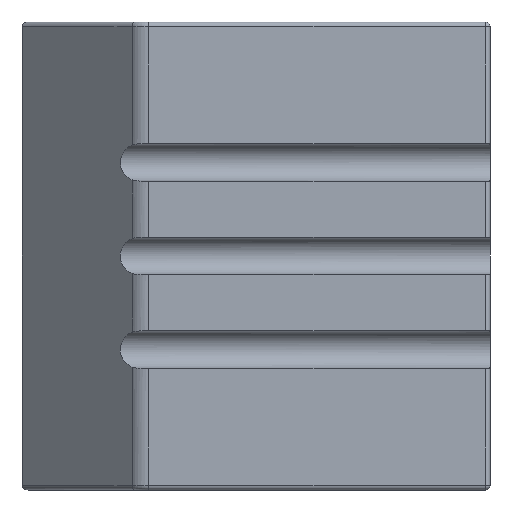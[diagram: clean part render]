
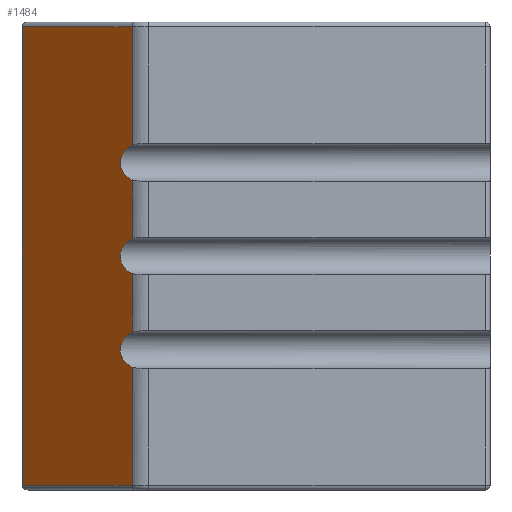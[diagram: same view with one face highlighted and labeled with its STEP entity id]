
A CAD part, front view. The second image highlights one B-rep face of the part: STEP entity #1484.
In plain terms, the highlighted planar face has unit normal (-0.707, -0.707, 0).
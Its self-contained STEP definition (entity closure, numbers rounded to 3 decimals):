
#17 = LINE ( 'NONE', #22, #516 ) ;
#22 = CARTESIAN_POINT ( 'NONE',  ( -25., 0., 1. ) ) ;
#31 = CARTESIAN_POINT ( 'NONE',  ( -26.464, 1.464, 53.722 ) ) ;
#45 = CARTESIAN_POINT ( 'NONE',  ( -26.464, 1.464, 46.278 ) ) ;
#81 = VERTEX_POINT ( 'NONE', #144 ) ;
#85 = EDGE_LOOP ( 'NONE', ( #1379, #989, #213, #1237, #280, #1088, #922, #1032, #595, #1322 ) ) ;
#88 = VERTEX_POINT ( 'NONE', #1452 ) ;
#122 = EDGE_CURVE ( 'NONE', #1124, #1577, #216, .T. ) ;
#144 = CARTESIAN_POINT ( 'NONE',  ( -26.464, 1.464, 26.278 ) ) ;
#160 = LINE ( 'NONE', #398, #1293 ) ;
#173 = EDGE_CURVE ( 'NONE', #1511, #705, #1100, .T. ) ;
#185 = CARTESIAN_POINT ( 'NONE',  ( -26.464, 1.464, 33.722 ) ) ;
#213 = ORIENTED_EDGE ( 'NONE', *, *, #668, .T. ) ;
#216 = LINE ( 'NONE', #715, #245 ) ;
#221 = CARTESIAN_POINT ( 'NONE',  ( -30.464, 5.464, 27.851 ) ) ;
#245 = VECTOR ( 'NONE', #1348, 1000. ) ;
#246 = DIRECTION ( 'NONE',  ( 0.707, -0.707, 0. ) ) ;
#255 = VECTOR ( 'NONE', #1414, 1000. ) ;
#262 = CARTESIAN_POINT ( 'NONE',  ( -49.95, 24.95, 1. ) ) ;
#280 = ORIENTED_EDGE ( 'NONE', *, *, #1202, .T. ) ;
#289 = DIRECTION ( 'NONE',  ( 0., 0., 1. ) ) ;
#309 = CARTESIAN_POINT ( 'NONE',  ( -30.464, 5.464, 72.149 ) ) ;
#339 = CARTESIAN_POINT ( 'NONE',  ( -30.464, 5.464, 32.149 ) ) ;
#341 = VERTEX_POINT ( 'NONE', #1487 ) ;
#357 = CARTESIAN_POINT ( 'NONE',  ( -26.464, 1.464, 66.278 ) ) ;
#398 = CARTESIAN_POINT ( 'NONE',  ( -26.464, 1.464, 100. ) ) ;
#400 =( BOUNDED_CURVE ( )  B_SPLINE_CURVE ( 3, ( #1204, #221, #339, #185 ),
 .UNSPECIFIED., .F., .T. ) 
 B_SPLINE_CURVE_WITH_KNOTS ( ( 4, 4 ),
 ( 1.946, 4.338 ),
 .UNSPECIFIED. ) 
 CURVE ( )  GEOMETRIC_REPRESENTATION_ITEM ( )  RATIONAL_B_SPLINE_CURVE ( ( 1., 0.577, 0.577, 1. ) ) 
 REPRESENTATION_ITEM ( '' )  );
#410 = CARTESIAN_POINT ( 'NONE',  ( -26.464, 1.464, 100. ) ) ;
#420 = CARTESIAN_POINT ( 'NONE',  ( -26.464, 1.464, 100. ) ) ;
#422 = CARTESIAN_POINT ( 'NONE',  ( -30.464, 5.464, 67.851 ) ) ;
#460 =( BOUNDED_CURVE ( )  B_SPLINE_CURVE ( 3, ( #1156, #770, #1378, #31 ),
 .UNSPECIFIED., .F., .T. ) 
 B_SPLINE_CURVE_WITH_KNOTS ( ( 4, 4 ),
 ( 1.946, 4.338 ),
 .UNSPECIFIED. ) 
 CURVE ( )  GEOMETRIC_REPRESENTATION_ITEM ( )  RATIONAL_B_SPLINE_CURVE ( ( 1., 0.577, 0.577, 1. ) ) 
 REPRESENTATION_ITEM ( '' )  );
#486 = CARTESIAN_POINT ( 'NONE',  ( -25., 0., 100. ) ) ;
#516 = VECTOR ( 'NONE', #246, 1000. ) ;
#587 = DIRECTION ( 'NONE',  ( -0.707, 0.707, 0. ) ) ;
#595 = ORIENTED_EDGE ( 'NONE', *, *, #173, .T. ) ;
#605 = DIRECTION ( 'NONE',  ( -0.707, -0.707, 0. ) ) ;
#617 = DIRECTION ( 'NONE',  ( 0.707, -0.707, 0. ) ) ;
#626 = CARTESIAN_POINT ( 'NONE',  ( -26.464, 1.464, 99. ) ) ;
#630 = VERTEX_POINT ( 'NONE', #262 ) ;
#668 = EDGE_CURVE ( 'NONE', #630, #1173, #17, .T. ) ;
#672 = DIRECTION ( 'NONE',  ( 0., 0., 1. ) ) ;
#689 = CARTESIAN_POINT ( 'NONE',  ( -26.464, 1.464, 73.722 ) ) ;
#691 = CARTESIAN_POINT ( 'NONE',  ( -50., 25., 99. ) ) ;
#705 = VERTEX_POINT ( 'NONE', #1403 ) ;
#715 = CARTESIAN_POINT ( 'NONE',  ( -26.464, 1.464, 100. ) ) ;
#748 = PLANE ( 'NONE',  #1400 ) ;
#749 = VECTOR ( 'NONE', #672, 1000. ) ;
#770 = CARTESIAN_POINT ( 'NONE',  ( -30.464, 5.464, 47.851 ) ) ;
#774 = EDGE_CURVE ( 'NONE', #341, #1511, #1543, .T. ) ;
#816 = EDGE_CURVE ( 'NONE', #705, #1407, #1269, .T. ) ;
#817 = LINE ( 'NONE', #691, #1352 ) ;
#922 = ORIENTED_EDGE ( 'NONE', *, *, #1116, .T. ) ;
#974 = CARTESIAN_POINT ( 'NONE',  ( -49.95, 24.95, 50. ) ) ;
#989 = ORIENTED_EDGE ( 'NONE', *, *, #1455, .T. ) ;
#1030 = EDGE_CURVE ( 'NONE', #1173, #81, #160, .T. ) ;
#1032 = ORIENTED_EDGE ( 'NONE', *, *, #774, .T. ) ;
#1088 = ORIENTED_EDGE ( 'NONE', *, *, #122, .T. ) ;
#1100 =( BOUNDED_CURVE ( )  B_SPLINE_CURVE ( 3, ( #1570, #422, #309, #689 ),
 .UNSPECIFIED., .F., .T. ) 
 B_SPLINE_CURVE_WITH_KNOTS ( ( 4, 4 ),
 ( 1.946, 4.338 ),
 .UNSPECIFIED. ) 
 CURVE ( )  GEOMETRIC_REPRESENTATION_ITEM ( )  RATIONAL_B_SPLINE_CURVE ( ( 1., 0.577, 0.577, 1. ) ) 
 REPRESENTATION_ITEM ( '' )  );
#1116 = EDGE_CURVE ( 'NONE', #1577, #341, #460, .T. ) ;
#1124 = VERTEX_POINT ( 'NONE', #1257 ) ;
#1156 = CARTESIAN_POINT ( 'NONE',  ( -26.464, 1.464, 46.278 ) ) ;
#1173 = VERTEX_POINT ( 'NONE', #1583 ) ;
#1175 = EDGE_CURVE ( 'NONE', #1407, #88, #817, .T. ) ;
#1202 = EDGE_CURVE ( 'NONE', #81, #1124, #400, .T. ) ;
#1204 = CARTESIAN_POINT ( 'NONE',  ( -26.464, 1.464, 26.278 ) ) ;
#1237 = ORIENTED_EDGE ( 'NONE', *, *, #1030, .T. ) ;
#1251 = VECTOR ( 'NONE', #1339, 1000. ) ;
#1257 = CARTESIAN_POINT ( 'NONE',  ( -26.464, 1.464, 33.722 ) ) ;
#1269 = LINE ( 'NONE', #420, #255 ) ;
#1293 = VECTOR ( 'NONE', #289, 1000. ) ;
#1322 = ORIENTED_EDGE ( 'NONE', *, *, #816, .T. ) ;
#1339 = DIRECTION ( 'NONE',  ( 0., 0., -1. ) ) ;
#1348 = DIRECTION ( 'NONE',  ( 0., 0., 1. ) ) ;
#1352 = VECTOR ( 'NONE', #587, 1000. ) ;
#1378 = CARTESIAN_POINT ( 'NONE',  ( -30.464, 5.464, 52.149 ) ) ;
#1379 = ORIENTED_EDGE ( 'NONE', *, *, #1175, .T. ) ;
#1400 = AXIS2_PLACEMENT_3D ( 'NONE', #486, #605, #617 ) ;
#1403 = CARTESIAN_POINT ( 'NONE',  ( -26.464, 1.464, 73.722 ) ) ;
#1407 = VERTEX_POINT ( 'NONE', #626 ) ;
#1414 = DIRECTION ( 'NONE',  ( 0., 0., 1. ) ) ;
#1452 = CARTESIAN_POINT ( 'NONE',  ( -49.95, 24.95, 99. ) ) ;
#1455 = EDGE_CURVE ( 'NONE', #88, #630, #1464, .T. ) ;
#1464 = LINE ( 'NONE', #974, #1251 ) ;
#1484 = ADVANCED_FACE ( 'NONE', ( #1485 ), #748, .T. ) ;
#1485 = FACE_OUTER_BOUND ( 'NONE', #85, .T. ) ;
#1487 = CARTESIAN_POINT ( 'NONE',  ( -26.464, 1.464, 53.722 ) ) ;
#1511 = VERTEX_POINT ( 'NONE', #357 ) ;
#1543 = LINE ( 'NONE', #410, #749 ) ;
#1570 = CARTESIAN_POINT ( 'NONE',  ( -26.464, 1.464, 66.278 ) ) ;
#1577 = VERTEX_POINT ( 'NONE', #45 ) ;
#1583 = CARTESIAN_POINT ( 'NONE',  ( -26.464, 1.464, 1. ) ) ;
